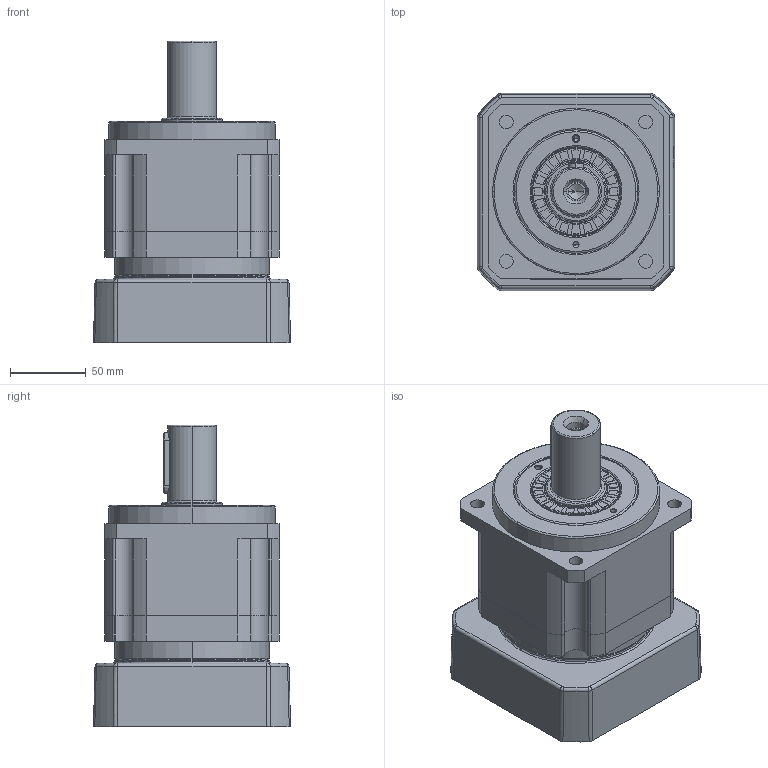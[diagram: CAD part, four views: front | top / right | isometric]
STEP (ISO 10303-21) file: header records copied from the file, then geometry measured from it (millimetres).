
FILE_DESCRIPTION (( 'STEP AP203' ), '1' );
FILE_NAME ('FAB-115D-L1-19-110-145-M8-64.STEP', '2021-05-17T11:30:31', ( '' ), ( '' ), 'SwSTEP 2.0', 'SolidWorks 2014', '' );
FILE_SCHEMA (( 'CONFIG_CONTROL_DESIGN' ));
Length unit declared in the file: millimetre
Products named in the file (16): 隅弇覃淕杶FAB115D_3; 输入太阳齿轮FAB115D-22_2; M6-14樓粟菜_1_1; 蚐猾40x58X5_3; 踡隅蹟隊M16x12; M6-14_4; す瑩10X40_1_1; 粟菜M6_1; 输出内齿圈壳体FAB115D_3; FAB-115D-L1-19-110-145-M8-64; 输入调整套22-19; M8-16_1_1; 输入锁紧环26X63.5X16_1_1; 输入端壳体FAB115D_1; 怀堤俴陎殤FAB115D_1_1; 镂空输入法兰-110X44.5XM8
Assembly tree (26 placements, depth 2):
  FAB-115D-L1-19-110-145-M8-64
    输出内齿圈壳体FAB115D_3
    输入端壳体FAB115D_1
    输入太阳齿轮FAB115D-22_2
    输入锁紧环26X63.5X16_1_1
    怀堤俴陎殤FAB115D_1_1
    隅弇覃淕杶FAB115D_3
    す瑩10X40_1_1
    粟菜M6_1  x4
    M6-14_4  x4
    M6-14樓粟菜_1_1  x6
    M8-16_1_1
    蚐猾40x58X5_3
    输入调整套22-19
    镂空输入法兰-110X44.5XM8
    踡隅蹟隊M16x12
Bounding box: 130 x 130 x 199 mm (x, y, z)
Volume: 1482802.6 mm3; surface area: 248513.7 mm2
Topology: 20 solids, 32 shells, 1303 faces, 3078 edges, 1839 vertices
Faces by surface type: bspline 443, plane 359, cylinder 308, cone 191, torus 2
Entity records: 50810 total; most frequent: CARTESIAN_POINT 26324, ORIENTED_EDGE 5045, DIRECTION 4197, EDGE_CURVE 2526, AXIS2_PLACEMENT_3D 1711, VERTEX_POINT 1527, EDGE_LOOP 1216, FACE_OUTER_BOUND 1102
